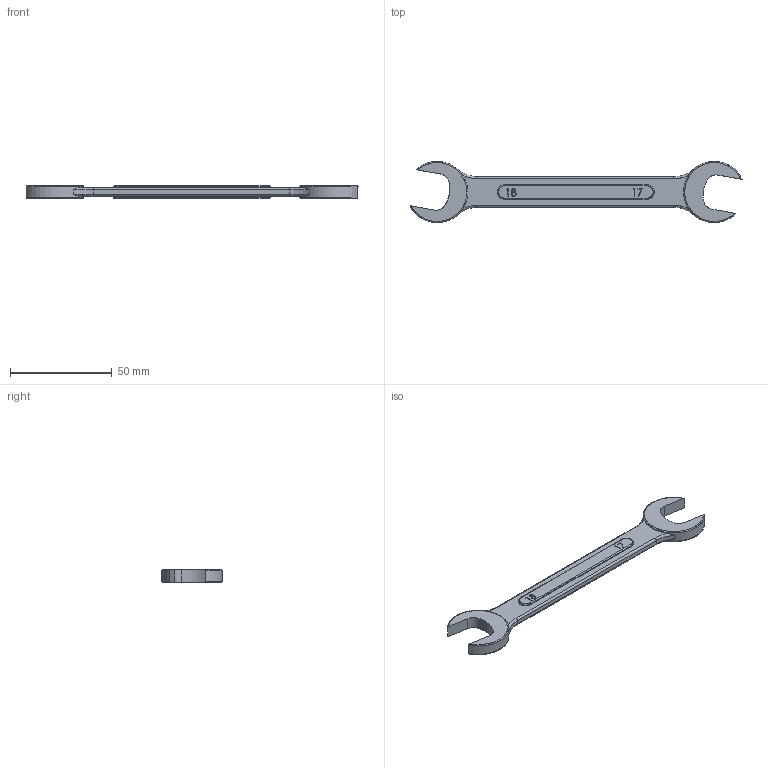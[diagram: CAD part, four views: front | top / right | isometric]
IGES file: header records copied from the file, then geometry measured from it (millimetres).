
Start section: SolidWorks IGES file using analytic representation for surfaces
Global section: file name: Llave.IGS; native system: SolidWorks 2017; preprocessor: SolidWorks 2017; author: PANTER; date: 180705.054116; units: millimetre
Bounding box: 163.01 x 30 x 6 mm (x, y, z)
Surface area: 7063.4 mm2 (no closed solid volume)
Topology: 0 solids, 0 shells, 248 faces, 2971 edges, 2959 vertices
Faces by surface type: bspline 220, revolution 28
